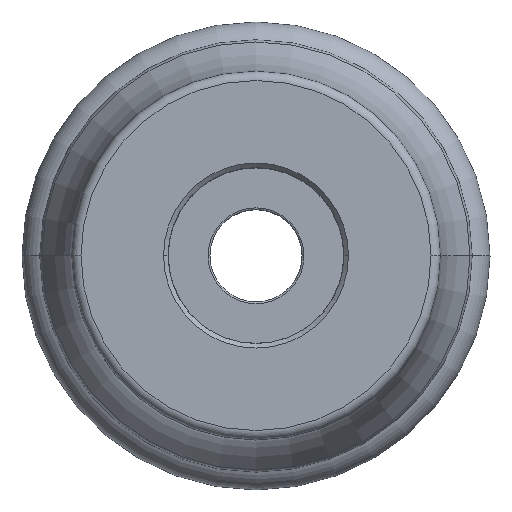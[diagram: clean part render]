
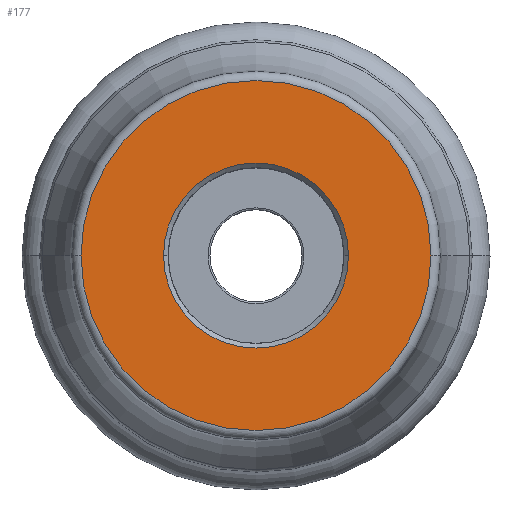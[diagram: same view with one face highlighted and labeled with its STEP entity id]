
A CAD part, top view. The second image highlights one B-rep face of the part: STEP entity #177.
In plain terms, the highlighted planar face has unit normal (0, 0, 1).
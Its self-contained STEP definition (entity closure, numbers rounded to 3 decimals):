
#120=PLANE('',#1056);
#128=FACE_BOUND('',#299,.T.);
#129=FACE_BOUND('',#300,.T.);
#177=ADVANCED_FACE('',(#128,#129),#120,.F.);
#299=EDGE_LOOP('',(#460,#461));
#300=EDGE_LOOP('',(#462,#463));
#460=ORIENTED_EDGE('',*,*,#741,.F.);
#461=ORIENTED_EDGE('',*,*,#739,.F.);
#462=ORIENTED_EDGE('',*,*,#742,.F.);
#463=ORIENTED_EDGE('',*,*,#743,.F.);
#632=VERTEX_POINT('',#1626);
#633=VERTEX_POINT('',#1628);
#634=VERTEX_POINT('',#1634);
#635=VERTEX_POINT('',#1635);
#739=EDGE_CURVE('',#632,#633,#880,.T.);
#741=EDGE_CURVE('',#633,#632,#882,.T.);
#742=EDGE_CURVE('',#634,#635,#883,.T.);
#743=EDGE_CURVE('',#635,#634,#884,.T.);
#880=CIRCLE('',#1049,38.);
#882=CIRCLE('',#1052,38.);
#883=CIRCLE('',#1054,20.085);
#884=CIRCLE('',#1055,20.085);
#1049=AXIS2_PLACEMENT_3D('',#1627,#1315,#1316);
#1052=AXIS2_PLACEMENT_3D('',#1631,#1321,#1322);
#1054=AXIS2_PLACEMENT_3D('',#1633,#1325,#1326);
#1055=AXIS2_PLACEMENT_3D('',#1636,#1327,#1328);
#1056=AXIS2_PLACEMENT_3D('',#1637,#1329,#1330);
#1315=DIRECTION('',(0.,0.,-1.));
#1316=DIRECTION('',(1.,0.,0.));
#1321=DIRECTION('',(0.,0.,-1.));
#1322=DIRECTION('',(-1.,0.,0.));
#1325=DIRECTION('',(0.,0.,1.));
#1326=DIRECTION('',(1.,0.,0.));
#1327=DIRECTION('',(0.,0.,1.));
#1328=DIRECTION('',(-1.,0.,0.));
#1329=DIRECTION('',(0.,0.,-1.));
#1330=DIRECTION('',(1.,0.,0.));
#1626=CARTESIAN_POINT('',(38.,0.008,0.));
#1627=CARTESIAN_POINT('',(0.,0.,0.));
#1628=CARTESIAN_POINT('',(-38.,0.,0.));
#1631=CARTESIAN_POINT('',(0.,0.,0.));
#1633=CARTESIAN_POINT('',(0.,0.,0.));
#1634=CARTESIAN_POINT('',(20.085,0.,0.));
#1635=CARTESIAN_POINT('',(-20.085,0.,0.));
#1636=CARTESIAN_POINT('',(0.,0.,0.));
#1637=CARTESIAN_POINT('',(0.,0.,0.));
